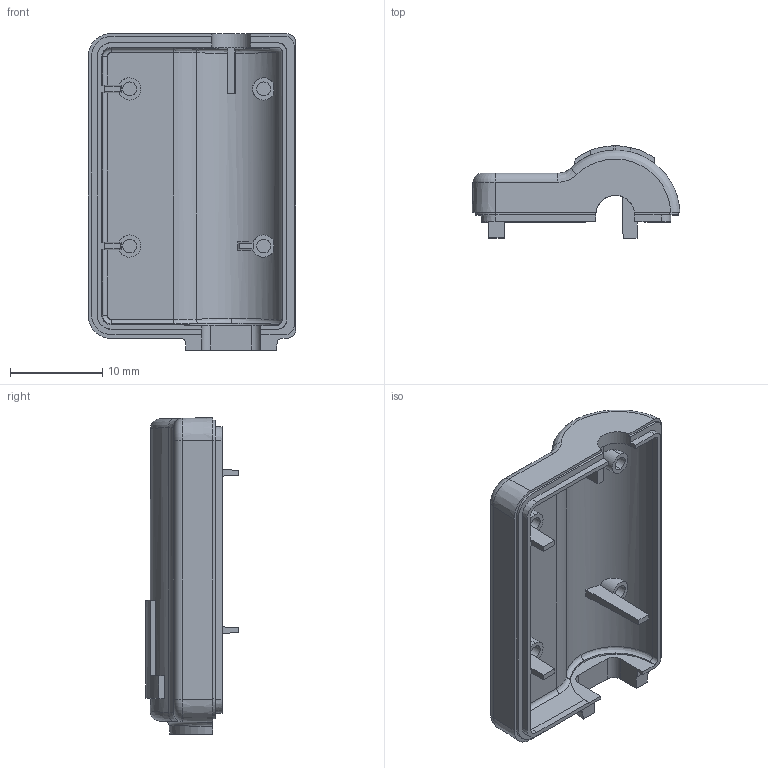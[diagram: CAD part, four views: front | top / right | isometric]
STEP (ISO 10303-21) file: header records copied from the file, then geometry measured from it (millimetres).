
FILE_DESCRIPTION (( 'STEP AP214' ), '1' );
FILE_NAME ('TT_301_A_dongle_front.STEP', '2014-03-06T14:03:46', ( '' ), ( '' ), 'SwSTEP 2.0', 'SolidWorks 2013', '' );
FILE_SCHEMA (( 'AUTOMOTIVE_DESIGN' ));
Length unit declared in the file: millimetre
Products named in the file (1): TT_301_A_dongle_front
Bounding box: 22.49 x 10 x 34.29 mm (x, y, z)
Volume: 1700.7 mm3; surface area: 2608.6 mm2
Topology: 1 solids, 1 shells, 163 faces, 430 edges, 277 vertices
Faces by surface type: plane 81, cylinder 44, bspline 25, cone 9, torus 4
Entity records: 5621 total; most frequent: CARTESIAN_POINT 1829, ORIENTED_EDGE 860, DIRECTION 685, EDGE_CURVE 430, VERTEX_POINT 277, LINE 241, VECTOR 241, AXIS2_PLACEMENT_3D 222
